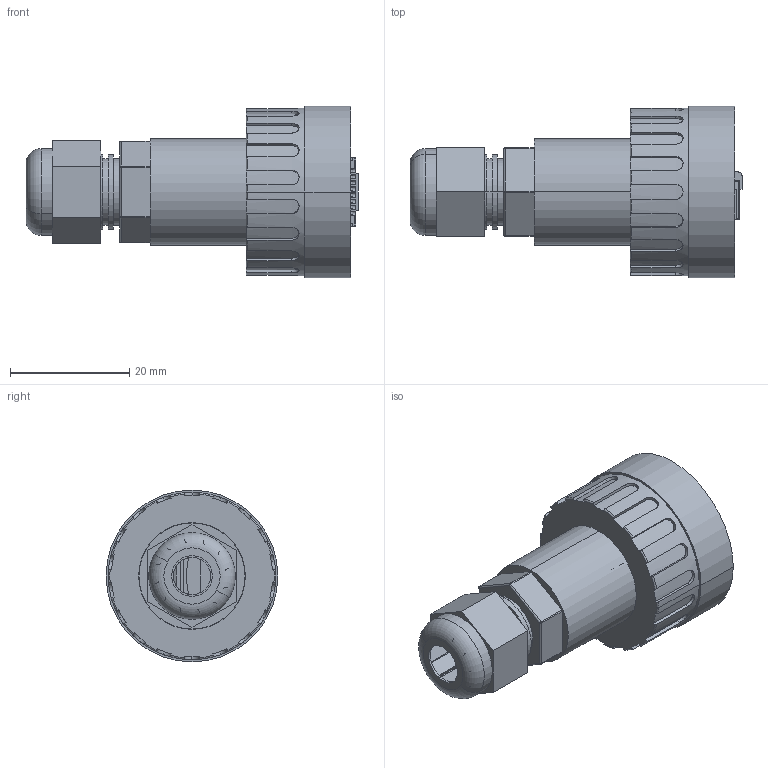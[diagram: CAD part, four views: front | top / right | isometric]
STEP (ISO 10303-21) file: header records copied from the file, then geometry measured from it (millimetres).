
FILE_DESCRIPTION (( 'STEP AP203' ), '1' );
FILE_NAME ('WJAM315.STEP', '2006-06-30T19:09:06', ( ' ' ), ( ' ' ), 'SwSTEP 2.0', 'SolidWorks 2005354', '' );
FILE_SCHEMA (( 'CONFIG_CONTROL_DESIGN' ));
Length unit declared in the file: inch
Products named in the file (9): WJAM315-MA2; T8P8CSR; WJAM315; WJAM315-MA4; WJAM315-MA5; WJAM315-MA1; 3AB02-009; WJAM315-MA3
Assembly tree (8 placements, depth 3):
  WJAM315
    WJAM315-MA3
    WJAM315-MA2
    WJAM315-MA4
    T8P8CSR
      3AB02-009
      T8P8CSR
    WJAM315-MA1
    WJAM315-MA5
Bounding box: 55.64 x 28.8 x 28.8 mm (x, y, z)
Volume: 12507.9 mm3; surface area: 14061.7 mm2
Topology: 7 solids, 7 shells, 618 faces, 1638 edges, 1052 vertices
Faces by surface type: plane 330, cylinder 208, torus 51, bspline 17, sphere 10, cone 2
Entity records: 22174 total; most frequent: CARTESIAN_POINT 5791, ORIENTED_EDGE 3260, DIRECTION 3203, EDGE_CURVE 1630, AXIS2_PLACEMENT_3D 1098, VERTEX_POINT 1052, VECTOR 1007, LINE 1007
